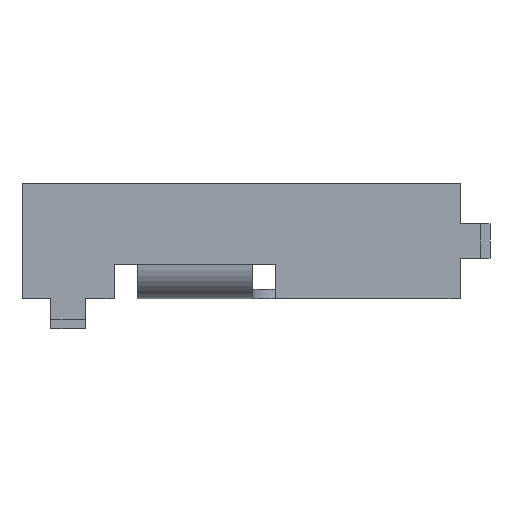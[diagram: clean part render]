
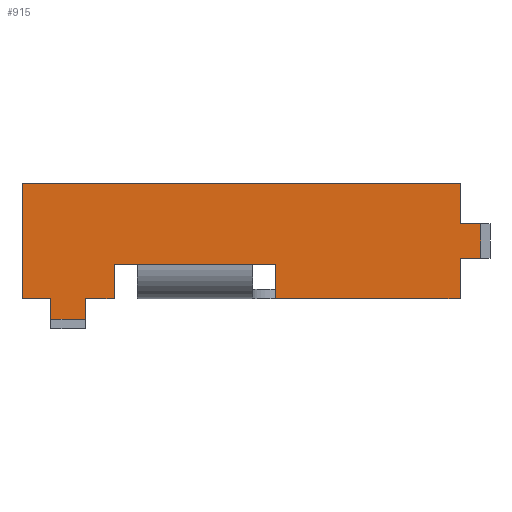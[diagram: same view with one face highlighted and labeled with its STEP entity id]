
A CAD part, front view. The second image highlights one B-rep face of the part: STEP entity #915.
In plain terms, the highlighted planar face has unit normal (0, -1, 0).
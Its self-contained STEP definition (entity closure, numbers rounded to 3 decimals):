
#34 = CARTESIAN_POINT ( 'NONE',  ( -2.413, 0., -2.997 ) ) ;
#36 = EDGE_CURVE ( 'NONE', #1028, #530, #555, .T. ) ;
#38 = CARTESIAN_POINT ( 'NONE',  ( 5.84, 0., 0. ) ) ;
#40 = CARTESIAN_POINT ( 'NONE',  ( -3.81, 0., -2.54 ) ) ;
#47 = DIRECTION ( 'NONE',  ( 0., 0., -1. ) ) ;
#56 = EDGE_CURVE ( 'NONE', #1121, #338, #256, .T. ) ;
#60 = LINE ( 'NONE', #362, #481 ) ;
#62 = CARTESIAN_POINT ( 'NONE',  ( 0., 0., 0. ) ) ;
#65 = CARTESIAN_POINT ( 'NONE',  ( -3.175, 0., -2.54 ) ) ;
#75 = VECTOR ( 'NONE', #932, 1000. ) ;
#77 = VERTEX_POINT ( 'NONE', #516 ) ;
#78 = DIRECTION ( 'NONE',  ( 0., 0., 1. ) ) ;
#107 = ORIENTED_EDGE ( 'NONE', *, *, #878, .F. ) ;
#134 = DIRECTION ( 'NONE',  ( -1., 0., 0. ) ) ;
#140 = ORIENTED_EDGE ( 'NONE', *, *, #1269, .F. ) ;
#143 = LINE ( 'NONE', #34, #289 ) ;
#148 = VECTOR ( 'NONE', #1241, 1000. ) ;
#155 = DIRECTION ( 'NONE',  ( -1., 0., 0. ) ) ;
#161 = LINE ( 'NONE', #763, #682 ) ;
#169 = VECTOR ( 'NONE', #479, 1000. ) ;
#172 = EDGE_CURVE ( 'NONE', #249, #405, #60, .T. ) ;
#174 = DIRECTION ( 'NONE',  ( 0., 0., -1. ) ) ;
#179 = CARTESIAN_POINT ( 'NONE',  ( -1.778, 0., -2.54 ) ) ;
#183 = LINE ( 'NONE', #864, #1204 ) ;
#208 = ORIENTED_EDGE ( 'NONE', *, *, #56, .F. ) ;
#233 = LINE ( 'NONE', #40, #1240 ) ;
#234 = ORIENTED_EDGE ( 'NONE', *, *, #1207, .F. ) ;
#244 = CARTESIAN_POINT ( 'NONE',  ( -1.778, 0., -2.54 ) ) ;
#249 = VERTEX_POINT ( 'NONE', #284 ) ;
#256 = LINE ( 'NONE', #38, #1007 ) ;
#266 = CARTESIAN_POINT ( 'NONE',  ( -2.413, 0., -2.54 ) ) ;
#281 = DIRECTION ( 'NONE',  ( -1., 0., 0. ) ) ;
#284 = CARTESIAN_POINT ( 'NONE',  ( 5.84, 0., -2.54 ) ) ;
#285 = CARTESIAN_POINT ( 'NONE',  ( -1.27, 0., -1.778 ) ) ;
#286 = ORIENTED_EDGE ( 'NONE', *, *, #839, .F. ) ;
#289 = VECTOR ( 'NONE', #446, 1000. ) ;
#303 = ORIENTED_EDGE ( 'NONE', *, *, #1200, .F. ) ;
#321 = ORIENTED_EDGE ( 'NONE', *, *, #593, .F. ) ;
#326 = CARTESIAN_POINT ( 'NONE',  ( 1.778, 0., -1.778 ) ) ;
#338 = VERTEX_POINT ( 'NONE', #1076 ) ;
#342 = DIRECTION ( 'NONE',  ( 0., 0., -1. ) ) ;
#356 = VERTEX_POINT ( 'NONE', #65 ) ;
#360 = LINE ( 'NONE', #883, #368 ) ;
#362 = CARTESIAN_POINT ( 'NONE',  ( 5.84, 0., -2.54 ) ) ;
#368 = VECTOR ( 'NONE', #582, 1000. ) ;
#381 = EDGE_CURVE ( 'NONE', #338, #77, #387, .T. ) ;
#387 = LINE ( 'NONE', #1067, #632 ) ;
#405 = VERTEX_POINT ( 'NONE', #1247 ) ;
#436 = ORIENTED_EDGE ( 'NONE', *, *, #899, .F. ) ;
#438 = EDGE_CURVE ( 'NONE', #518, #623, #1093, .T. ) ;
#446 = DIRECTION ( 'NONE',  ( -1., 0., 0. ) ) ;
#466 = DIRECTION ( 'NONE',  ( -1., 0., 0. ) ) ;
#469 = CARTESIAN_POINT ( 'NONE',  ( -1.778, 0., -1.778 ) ) ;
#476 = ORIENTED_EDGE ( 'NONE', *, *, #658, .F. ) ;
#479 = DIRECTION ( 'NONE',  ( -1., 0., 0. ) ) ;
#481 = VECTOR ( 'NONE', #752, 1000. ) ;
#516 = CARTESIAN_POINT ( 'NONE',  ( 6.297, 0., -0.889 ) ) ;
#517 = CARTESIAN_POINT ( 'NONE',  ( 5.84, 0., 0. ) ) ;
#518 = VERTEX_POINT ( 'NONE', #285 ) ;
#519 = VERTEX_POINT ( 'NONE', #759 ) ;
#526 = LINE ( 'NONE', #1123, #946 ) ;
#528 = EDGE_LOOP ( 'NONE', ( #1179, #107, #140, #1234, #730, #436, #286, #614, #947, #321, #234, #822, #476, #686, #1032, #1134, #208, #303 ) ) ;
#530 = VERTEX_POINT ( 'NONE', #680 ) ;
#553 = VERTEX_POINT ( 'NONE', #1046 ) ;
#554 = VERTEX_POINT ( 'NONE', #767 ) ;
#555 = LINE ( 'NONE', #652, #75 ) ;
#570 = LINE ( 'NONE', #1137, #148 ) ;
#582 = DIRECTION ( 'NONE',  ( 0., 0., -1. ) ) ;
#593 = EDGE_CURVE ( 'NONE', #997, #1043, #1195, .T. ) ;
#614 = ORIENTED_EDGE ( 'NONE', *, *, #438, .F. ) ;
#623 = VERTEX_POINT ( 'NONE', #469 ) ;
#628 = VECTOR ( 'NONE', #342, 1000. ) ;
#629 = CARTESIAN_POINT ( 'NONE',  ( 1.778, 0., -1.778 ) ) ;
#630 = EDGE_CURVE ( 'NONE', #519, #1173, #233, .T. ) ;
#632 = VECTOR ( 'NONE', #702, 1000. ) ;
#638 = EDGE_CURVE ( 'NONE', #553, #920, #526, .T. ) ;
#641 = DIRECTION ( 'NONE',  ( 0., 0., 1. ) ) ;
#652 = CARTESIAN_POINT ( 'NONE',  ( 5.84, 0., -1.651 ) ) ;
#655 = CARTESIAN_POINT ( 'NONE',  ( -3.81, 0., 0. ) ) ;
#658 = EDGE_CURVE ( 'NONE', #1028, #249, #360, .T. ) ;
#662 = LINE ( 'NONE', #786, #1223 ) ;
#679 = AXIS2_PLACEMENT_3D ( 'NONE', #62, #1160, #78 ) ;
#680 = CARTESIAN_POINT ( 'NONE',  ( 6.297, 0., -1.651 ) ) ;
#682 = VECTOR ( 'NONE', #865, 1000. ) ;
#684 = EDGE_CURVE ( 'NONE', #1043, #518, #845, .T. ) ;
#686 = ORIENTED_EDGE ( 'NONE', *, *, #36, .T. ) ;
#702 = DIRECTION ( 'NONE',  ( 1., 0., 0. ) ) ;
#712 = DIRECTION ( 'NONE',  ( 0., 0., 1. ) ) ;
#730 = ORIENTED_EDGE ( 'NONE', *, *, #638, .T. ) ;
#737 = DIRECTION ( 'NONE',  ( 0., 0., 1. ) ) ;
#752 = DIRECTION ( 'NONE',  ( -1., 0., 0. ) ) ;
#759 = CARTESIAN_POINT ( 'NONE',  ( -3.81, 0., -2.54 ) ) ;
#763 = CARTESIAN_POINT ( 'NONE',  ( 1.778, 0., -2.54 ) ) ;
#767 = CARTESIAN_POINT ( 'NONE',  ( -3.175, 0., -2.997 ) ) ;
#786 = CARTESIAN_POINT ( 'NONE',  ( -1.778, 0., -2.54 ) ) ;
#799 = EDGE_CURVE ( 'NONE', #553, #554, #143, .T. ) ;
#819 = CARTESIAN_POINT ( 'NONE',  ( 1.27, 0., -1.778 ) ) ;
#822 = ORIENTED_EDGE ( 'NONE', *, *, #172, .F. ) ;
#839 = EDGE_CURVE ( 'NONE', #623, #1059, #183, .T. ) ;
#845 = LINE ( 'NONE', #1026, #1036 ) ;
#864 = CARTESIAN_POINT ( 'NONE',  ( -1.778, 0., -1.778 ) ) ;
#865 = DIRECTION ( 'NONE',  ( 0., 0., 1. ) ) ;
#878 = EDGE_CURVE ( 'NONE', #356, #519, #662, .T. ) ;
#880 = FACE_OUTER_BOUND ( 'NONE', #528, .T. ) ;
#883 = CARTESIAN_POINT ( 'NONE',  ( 5.84, 0., 0. ) ) ;
#899 = EDGE_CURVE ( 'NONE', #1059, #920, #959, .T. ) ;
#915 = ADVANCED_FACE ( 'NONE', ( #880 ), #1165, .F. ) ;
#920 = VERTEX_POINT ( 'NONE', #266 ) ;
#931 = VECTOR ( 'NONE', #641, 1000. ) ;
#932 = DIRECTION ( 'NONE',  ( 1., 0., 0. ) ) ;
#946 = VECTOR ( 'NONE', #712, 1000. ) ;
#947 = ORIENTED_EDGE ( 'NONE', *, *, #684, .F. ) ;
#959 = LINE ( 'NONE', #179, #169 ) ;
#985 = VECTOR ( 'NONE', #134, 1000. ) ;
#997 = VERTEX_POINT ( 'NONE', #1167 ) ;
#1007 = VECTOR ( 'NONE', #47, 1000. ) ;
#1026 = CARTESIAN_POINT ( 'NONE',  ( 1.27, 0., -1.778 ) ) ;
#1028 = VERTEX_POINT ( 'NONE', #1211 ) ;
#1032 = ORIENTED_EDGE ( 'NONE', *, *, #1078, .F. ) ;
#1036 = VECTOR ( 'NONE', #155, 1000. ) ;
#1043 = VERTEX_POINT ( 'NONE', #819 ) ;
#1046 = CARTESIAN_POINT ( 'NONE',  ( -2.413, 0., -2.997 ) ) ;
#1059 = VERTEX_POINT ( 'NONE', #244 ) ;
#1067 = CARTESIAN_POINT ( 'NONE',  ( 5.84, 0., -0.889 ) ) ;
#1076 = CARTESIAN_POINT ( 'NONE',  ( 5.84, 0., -0.889 ) ) ;
#1078 = EDGE_CURVE ( 'NONE', #77, #530, #1106, .T. ) ;
#1093 = LINE ( 'NONE', #629, #985 ) ;
#1097 = CARTESIAN_POINT ( 'NONE',  ( 6.297, 0., -0.889 ) ) ;
#1106 = LINE ( 'NONE', #1097, #628 ) ;
#1111 = CARTESIAN_POINT ( 'NONE',  ( -3.175, 0., -2.997 ) ) ;
#1121 = VERTEX_POINT ( 'NONE', #517 ) ;
#1123 = CARTESIAN_POINT ( 'NONE',  ( -2.413, 0., -2.997 ) ) ;
#1124 = VECTOR ( 'NONE', #466, 1000. ) ;
#1134 = ORIENTED_EDGE ( 'NONE', *, *, #381, .F. ) ;
#1137 = CARTESIAN_POINT ( 'NONE',  ( -3.81, 0., 0. ) ) ;
#1160 = DIRECTION ( 'NONE',  ( 0., 1., 0. ) ) ;
#1165 = PLANE ( 'NONE',  #679 ) ;
#1167 = CARTESIAN_POINT ( 'NONE',  ( 1.778, 0., -1.778 ) ) ;
#1173 = VERTEX_POINT ( 'NONE', #655 ) ;
#1179 = ORIENTED_EDGE ( 'NONE', *, *, #630, .F. ) ;
#1195 = LINE ( 'NONE', #326, #1124 ) ;
#1200 = EDGE_CURVE ( 'NONE', #1173, #1121, #570, .T. ) ;
#1202 = LINE ( 'NONE', #1111, #931 ) ;
#1204 = VECTOR ( 'NONE', #174, 1000. ) ;
#1207 = EDGE_CURVE ( 'NONE', #405, #997, #161, .T. ) ;
#1211 = CARTESIAN_POINT ( 'NONE',  ( 5.84, 0., -1.651 ) ) ;
#1223 = VECTOR ( 'NONE', #281, 1000. ) ;
#1234 = ORIENTED_EDGE ( 'NONE', *, *, #799, .F. ) ;
#1240 = VECTOR ( 'NONE', #737, 1000. ) ;
#1241 = DIRECTION ( 'NONE',  ( 1., 0., 0. ) ) ;
#1247 = CARTESIAN_POINT ( 'NONE',  ( 1.778, 0., -2.54 ) ) ;
#1269 = EDGE_CURVE ( 'NONE', #554, #356, #1202, .T. ) ;
